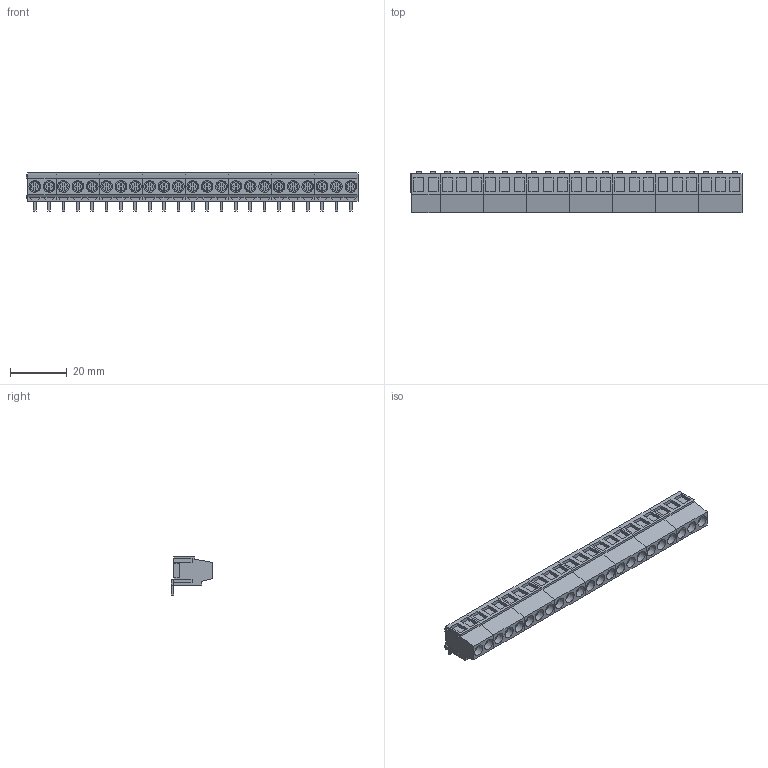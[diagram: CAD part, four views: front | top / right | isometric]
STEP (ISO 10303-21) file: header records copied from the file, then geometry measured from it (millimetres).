
FILE_DESCRIPTION(('CATIA V5 STEP Exchange','CAx-IF Rec.Pracs.--- Model Styling and Organization---1.2---2011-12-15'),'2;1');
FILE_NAME ('D1465195_0_9995210000_9995210000.stp','2018-03-31T10:09:58+00:00',('none'),('Weidmueller'),'CATIA Version 5-6 Release 2014','CATIA V5 STEP AP214','none');
FILE_SCHEMA(('AUTOMOTIVE_DESIGN { 1 0 10303 214 1 1 1 1 }'));
Length unit declared in the file: millimetre
Products named in the file (1): 9995210000
Bounding box: 117.39 x 14.6 x 13.5 mm (x, y, z)
Volume: 11143.8 mm3; surface area: 12833.8 mm2
Topology: 54 solids, 54 shells, 1634 faces, 4325 edges, 2868 vertices
Faces by surface type: plane 1496, cylinder 138
Entity records: 49433 total; most frequent: CARTESIAN_POINT 9793, ORIENTED_EDGE 8650, DIRECTION 6623, EDGE_CURVE 4325, VECTOR 3957, LINE 3957, VERTEX_POINT 2868, EDGE_LOOP 1703
